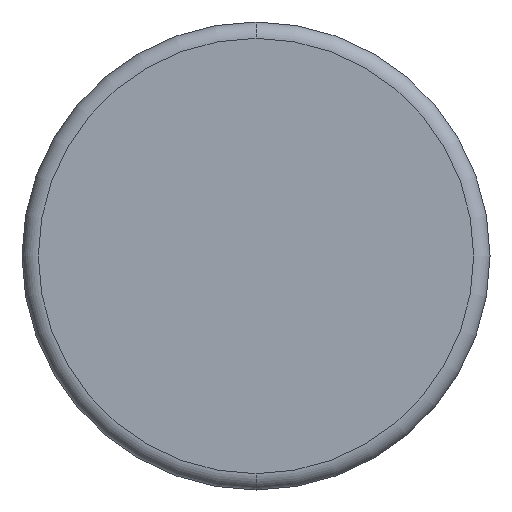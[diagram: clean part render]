
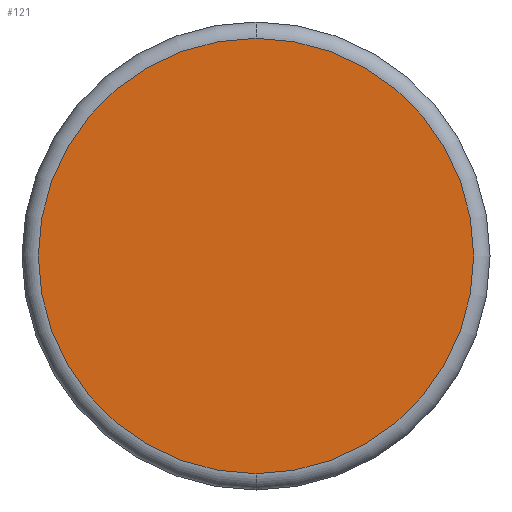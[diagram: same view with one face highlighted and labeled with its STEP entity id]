
A CAD part, front view. The second image highlights one B-rep face of the part: STEP entity #121.
In plain terms, the highlighted planar face has unit normal (0, -1, 0).
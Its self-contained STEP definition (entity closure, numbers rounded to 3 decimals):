
#7 = CARTESIAN_POINT ( 'NONE',  ( 0., 0., 0. ) ) ;
#68 = CIRCLE ( 'NONE', #238, 6.65 ) ;
#74 = DIRECTION ( 'NONE',  ( 0., 0., 1. ) ) ;
#100 = CARTESIAN_POINT ( 'NONE',  ( 0., 0., -6.65 ) ) ;
#101 = CARTESIAN_POINT ( 'NONE',  ( 0., 0., 0. ) ) ;
#121 = ADVANCED_FACE ( 'NONE', ( #307 ), #335, .F. ) ;
#148 = AXIS2_PLACEMENT_3D ( 'NONE', #291, #333, #473 ) ;
#233 = ORIENTED_EDGE ( 'NONE', *, *, #390, .T. ) ;
#238 = AXIS2_PLACEMENT_3D ( 'NONE', #7, #302, #74 ) ;
#255 = DIRECTION ( 'NONE',  ( 0., 1., 0. ) ) ;
#280 = EDGE_LOOP ( 'NONE', ( #233, #374 ) ) ;
#288 = VERTEX_POINT ( 'NONE', #318 ) ;
#291 = CARTESIAN_POINT ( 'NONE',  ( 0., 0., 0. ) ) ;
#302 = DIRECTION ( 'NONE',  ( 0., -1., 0. ) ) ;
#307 = FACE_OUTER_BOUND ( 'NONE', #280, .T. ) ;
#318 = CARTESIAN_POINT ( 'NONE',  ( 0., 0., 6.65 ) ) ;
#333 = DIRECTION ( 'NONE',  ( 0., -1., 0. ) ) ;
#335 = PLANE ( 'NONE',  #403 ) ;
#357 = EDGE_CURVE ( 'NONE', #399, #288, #361, .T. ) ;
#361 = CIRCLE ( 'NONE', #148, 6.65 ) ;
#374 = ORIENTED_EDGE ( 'NONE', *, *, #357, .T. ) ;
#390 = EDGE_CURVE ( 'NONE', #288, #399, #68, .T. ) ;
#399 = VERTEX_POINT ( 'NONE', #100 ) ;
#403 = AXIS2_PLACEMENT_3D ( 'NONE', #101, #255, #475 ) ;
#473 = DIRECTION ( 'NONE',  ( 0., 0., 1. ) ) ;
#475 = DIRECTION ( 'NONE',  ( 0., 0., 1. ) ) ;
